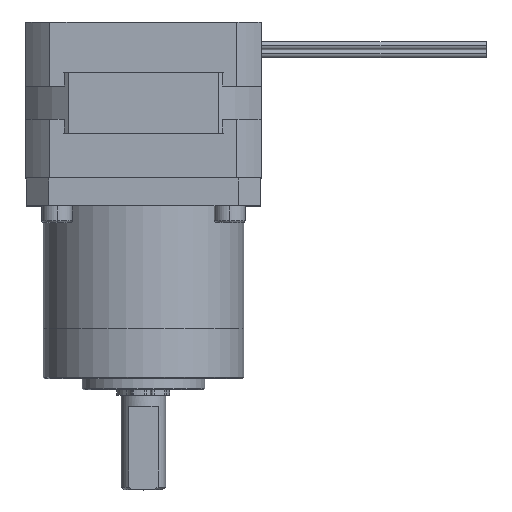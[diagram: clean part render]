
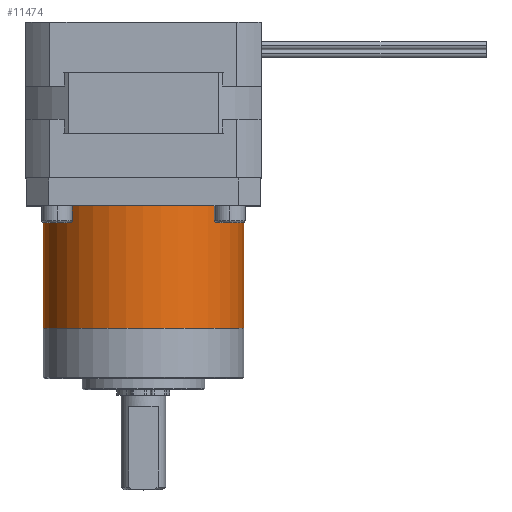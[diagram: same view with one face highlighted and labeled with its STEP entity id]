
A CAD part, top view. The second image highlights one B-rep face of the part: STEP entity #11474.
In plain terms, the highlighted cylindrical face has radius 18 mm (diameter 36 mm), a partial arc.
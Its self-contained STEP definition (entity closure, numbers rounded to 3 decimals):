
#171 = VECTOR ( 'NONE', #19658, 1000. ) ;
#903 = VERTEX_POINT ( 'NONE', #11109 ) ;
#2205 = DIRECTION ( 'NONE',  ( 0., 0., -1. ) ) ;
#3087 = CARTESIAN_POINT ( 'NONE',  ( 0., 0., 22. ) ) ;
#3209 = DIRECTION ( 'NONE',  ( 0., 0., 1. ) ) ;
#4081 = ORIENTED_EDGE ( 'NONE', *, *, #16350, .T. ) ;
#4177 = VERTEX_POINT ( 'NONE', #16596 ) ;
#4933 = ORIENTED_EDGE ( 'NONE', *, *, #7292, .F. ) ;
#5564 = CYLINDRICAL_SURFACE ( 'NONE', #9143, 18. ) ;
#6377 = CARTESIAN_POINT ( 'NONE',  ( -18., 0., 22. ) ) ;
#7292 = EDGE_CURVE ( 'NONE', #4177, #18346, #16434, .T. ) ;
#7976 = AXIS2_PLACEMENT_3D ( 'NONE', #3087, #3209, #14496 ) ;
#8522 = AXIS2_PLACEMENT_3D ( 'NONE', #20014, #15724, #19639 ) ;
#9143 = AXIS2_PLACEMENT_3D ( 'NONE', #24544, #13289, #9369 ) ;
#9369 = DIRECTION ( 'NONE',  ( -1., 0., 0. ) ) ;
#10060 = LINE ( 'NONE', #21420, #171 ) ;
#10703 = EDGE_CURVE ( 'NONE', #4177, #903, #10060, .T. ) ;
#11109 = CARTESIAN_POINT ( 'NONE',  ( 18., 0., 0. ) ) ;
#11474 = ADVANCED_FACE ( 'NONE', ( #22635 ), #5564, .T. ) ;
#12964 = CIRCLE ( 'NONE', #8522, 18. ) ;
#13266 = ORIENTED_EDGE ( 'NONE', *, *, #14470, .F. ) ;
#13289 = DIRECTION ( 'NONE',  ( 0., 0., -1. ) ) ;
#14470 = EDGE_CURVE ( 'NONE', #18346, #20573, #19785, .T. ) ;
#14496 = DIRECTION ( 'NONE',  ( 1., 0., 0. ) ) ;
#15724 = DIRECTION ( 'NONE',  ( 0., 0., 1. ) ) ;
#15758 = VECTOR ( 'NONE', #2205, 1000. ) ;
#16350 = EDGE_CURVE ( 'NONE', #903, #20573, #12964, .T. ) ;
#16434 = CIRCLE ( 'NONE', #7976, 18. ) ;
#16596 = CARTESIAN_POINT ( 'NONE',  ( 18., 0., 22. ) ) ;
#17235 = CARTESIAN_POINT ( 'NONE',  ( -18., 0., 0. ) ) ;
#18346 = VERTEX_POINT ( 'NONE', #24411 ) ;
#19639 = DIRECTION ( 'NONE',  ( 1., 0., 0. ) ) ;
#19658 = DIRECTION ( 'NONE',  ( 0., 0., -1. ) ) ;
#19785 = LINE ( 'NONE', #6377, #15758 ) ;
#20014 = CARTESIAN_POINT ( 'NONE',  ( 0., 0., 0. ) ) ;
#20242 = EDGE_LOOP ( 'NONE', ( #4933, #23363, #4081, #13266 ) ) ;
#20573 = VERTEX_POINT ( 'NONE', #17235 ) ;
#21420 = CARTESIAN_POINT ( 'NONE',  ( 18., 0., 22. ) ) ;
#22635 = FACE_OUTER_BOUND ( 'NONE', #20242, .T. ) ;
#23363 = ORIENTED_EDGE ( 'NONE', *, *, #10703, .T. ) ;
#24411 = CARTESIAN_POINT ( 'NONE',  ( -18., 0., 22. ) ) ;
#24544 = CARTESIAN_POINT ( 'NONE',  ( 0., 0., 22. ) ) ;
